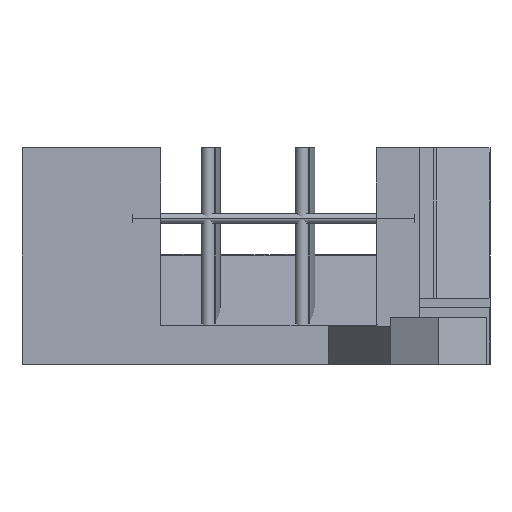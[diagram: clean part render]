
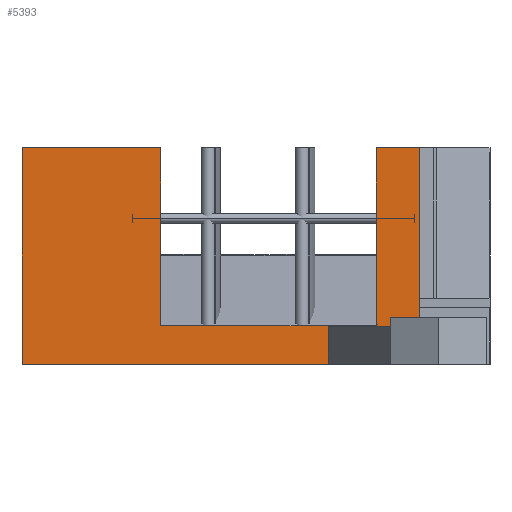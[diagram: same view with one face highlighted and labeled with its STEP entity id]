
A CAD part, left-side view. The second image highlights one B-rep face of the part: STEP entity #5393.
In plain terms, the highlighted planar face has unit normal (-1, 0, 0).
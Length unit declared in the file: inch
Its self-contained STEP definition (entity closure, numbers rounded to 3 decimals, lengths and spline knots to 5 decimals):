
#69 = VERTEX_POINT ( 'NONE', #2669 ) ;
#153 = VERTEX_POINT ( 'NONE', #4324 ) ;
#234 = DIRECTION ( 'NONE',  ( 0., -1., 0. ) ) ;
#256 = FACE_OUTER_BOUND ( 'NONE', #6543, .T. ) ;
#284 = EDGE_CURVE ( 'NONE', #6497, #5109, #8060, .T. ) ;
#370 = LINE ( 'NONE', #3146, #2049 ) ;
#483 = VERTEX_POINT ( 'NONE', #6766 ) ;
#503 = DIRECTION ( 'NONE',  ( 0., -1., 0. ) ) ;
#576 = EDGE_CURVE ( 'NONE', #5762, #7618, #370, .T. ) ;
#750 = EDGE_CURVE ( 'NONE', #69, #153, #4732, .T. ) ;
#766 = VERTEX_POINT ( 'NONE', #7346 ) ;
#1002 = EDGE_CURVE ( 'NONE', #483, #5733, #8047, .T. ) ;
#1032 = CARTESIAN_POINT ( 'NONE',  ( -0.66929, -1.05508, -1.5748 ) ) ;
#1156 = CARTESIAN_POINT ( 'NONE',  ( -0.66929, -1.43701, -1.5748 ) ) ;
#1321 = CARTESIAN_POINT ( 'NONE',  ( -0.66929, -1.43701, -1.5748 ) ) ;
#1380 = CARTESIAN_POINT ( 'NONE',  ( -0.66929, 0.22638, -1.5748 ) ) ;
#1699 = VECTOR ( 'NONE', #4212, 39.37008 ) ;
#1914 = EDGE_CURVE ( 'NONE', #3023, #5762, #4274, .T. ) ;
#2049 = VECTOR ( 'NONE', #2522, 39.37008 ) ;
#2072 = LINE ( 'NONE', #6625, #2866 ) ;
#2117 = ORIENTED_EDGE ( 'NONE', *, *, #7919, .F. ) ;
#2278 = VECTOR ( 'NONE', #5256, 39.37008 ) ;
#2522 = DIRECTION ( 'NONE',  ( 0., 0., 1. ) ) ;
#2574 = CARTESIAN_POINT ( 'NONE',  ( -0.66929, -1.43701, -0.66929 ) ) ;
#2669 = CARTESIAN_POINT ( 'NONE',  ( -0.66929, -1.05508, -1.41732 ) ) ;
#2679 = VECTOR ( 'NONE', #4335, 39.37008 ) ;
#2731 = DIRECTION ( 'NONE',  ( 0., 1., 0. ) ) ;
#2797 = ORIENTED_EDGE ( 'NONE', *, *, #7220, .F. ) ;
#2866 = VECTOR ( 'NONE', #3477, 39.37008 ) ;
#2924 = CARTESIAN_POINT ( 'NONE',  ( -0.66929, -1.43701, -0.66929 ) ) ;
#2935 = ORIENTED_EDGE ( 'NONE', *, *, #3903, .F. ) ;
#2992 = VECTOR ( 'NONE', #7321, 39.37008 ) ;
#3023 = VERTEX_POINT ( 'NONE', #1321 ) ;
#3102 = VERTEX_POINT ( 'NONE', #4525 ) ;
#3146 = CARTESIAN_POINT ( 'NONE',  ( -0.66929, -1.39026, -1.5748 ) ) ;
#3246 = ORIENTED_EDGE ( 'NONE', *, *, #284, .F. ) ;
#3407 = CARTESIAN_POINT ( 'NONE',  ( -0.66929, -1.25586, -1.5748 ) ) ;
#3477 = DIRECTION ( 'NONE',  ( 0., -1., 0. ) ) ;
#3590 = VECTOR ( 'NONE', #7787, 39.37008 ) ;
#3710 = DIRECTION ( 'NONE',  ( 1., 0., 0. ) ) ;
#3712 = DIRECTION ( 'NONE',  ( 0., 0., 1. ) ) ;
#3860 = CARTESIAN_POINT ( 'NONE',  ( -0.66929, -1.39026, -1.5748 ) ) ;
#3903 = EDGE_CURVE ( 'NONE', #5109, #483, #6993, .T. ) ;
#3939 = LINE ( 'NONE', #1156, #2278 ) ;
#3964 = EDGE_CURVE ( 'NONE', #7618, #69, #4925, .T. ) ;
#4029 = VECTOR ( 'NONE', #3712, 39.37008 ) ;
#4212 = DIRECTION ( 'NONE',  ( 0., 1., 0. ) ) ;
#4218 = LINE ( 'NONE', #2924, #6576 ) ;
#4274 = LINE ( 'NONE', #6087, #1699 ) ;
#4324 = CARTESIAN_POINT ( 'NONE',  ( -0.66929, -1.05508, -1.5748 ) ) ;
#4335 = DIRECTION ( 'NONE',  ( 0., -1., 0. ) ) ;
#4418 = ORIENTED_EDGE ( 'NONE', *, *, #1914, .F. ) ;
#4478 = ORIENTED_EDGE ( 'NONE', *, *, #5948, .T. ) ;
#4525 = CARTESIAN_POINT ( 'NONE',  ( -0.66929, -0.35433, -0.66929 ) ) ;
#4600 = CARTESIAN_POINT ( 'NONE',  ( -0.66929, -1.43701, -0.66929 ) ) ;
#4725 = VECTOR ( 'NONE', #5206, 39.37008 ) ;
#4732 = LINE ( 'NONE', #1032, #2992 ) ;
#4836 = CARTESIAN_POINT ( 'NONE',  ( -0.66929, -1.39026, -1.41732 ) ) ;
#4925 = LINE ( 'NONE', #6520, #7572 ) ;
#4942 = CARTESIAN_POINT ( 'NONE',  ( -0.66929, -1.43701, -1.5748 ) ) ;
#5109 = VERTEX_POINT ( 'NONE', #7659 ) ;
#5113 = VECTOR ( 'NONE', #234, 39.37008 ) ;
#5206 = DIRECTION ( 'NONE',  ( 0., 0., 1. ) ) ;
#5208 = ORIENTED_EDGE ( 'NONE', *, *, #3964, .F. ) ;
#5256 = DIRECTION ( 'NONE',  ( 0., 0., -1. ) ) ;
#5266 = ORIENTED_EDGE ( 'NONE', *, *, #750, .F. ) ;
#5393 = ADVANCED_FACE ( 'NONE', ( #256 ), #7408, .F. ) ;
#5733 = VERTEX_POINT ( 'NONE', #2574 ) ;
#5762 = VERTEX_POINT ( 'NONE', #3860 ) ;
#5825 = CARTESIAN_POINT ( 'NONE',  ( -0.66929, -0.35433, -1.5748 ) ) ;
#5840 = EDGE_CURVE ( 'NONE', #6334, #766, #6595, .T. ) ;
#5914 = CARTESIAN_POINT ( 'NONE',  ( -0.66929, -0.35433, -1.41398 ) ) ;
#5948 = EDGE_CURVE ( 'NONE', #6334, #153, #2072, .T. ) ;
#6087 = CARTESIAN_POINT ( 'NONE',  ( -0.66929, -1.43701, -1.5748 ) ) ;
#6130 = ORIENTED_EDGE ( 'NONE', *, *, #1002, .F. ) ;
#6334 = VERTEX_POINT ( 'NONE', #1380 ) ;
#6353 = LINE ( 'NONE', #5825, #3590 ) ;
#6497 = VERTEX_POINT ( 'NONE', #5914 ) ;
#6520 = CARTESIAN_POINT ( 'NONE',  ( -0.66929, -1.43701, -1.41732 ) ) ;
#6543 = EDGE_LOOP ( 'NONE', ( #3246, #2797, #2117, #7281, #4478, #5266, #5208, #7502, #4418, #6560, #6130, #2935 ) ) ;
#6560 = ORIENTED_EDGE ( 'NONE', *, *, #6749, .F. ) ;
#6576 = VECTOR ( 'NONE', #503, 39.37008 ) ;
#6595 = LINE ( 'NONE', #6802, #4029 ) ;
#6625 = CARTESIAN_POINT ( 'NONE',  ( -0.66929, -1.43701, -1.5748 ) ) ;
#6749 = EDGE_CURVE ( 'NONE', #5733, #3023, #3939, .T. ) ;
#6766 = CARTESIAN_POINT ( 'NONE',  ( -0.66929, -1.25586, -0.66929 ) ) ;
#6802 = CARTESIAN_POINT ( 'NONE',  ( -0.66929, 0.22638, -1.5748 ) ) ;
#6993 = LINE ( 'NONE', #3407, #4725 ) ;
#7081 = AXIS2_PLACEMENT_3D ( 'NONE', #4942, #3710, #8090 ) ;
#7220 = EDGE_CURVE ( 'NONE', #3102, #6497, #6353, .T. ) ;
#7281 = ORIENTED_EDGE ( 'NONE', *, *, #5840, .F. ) ;
#7321 = DIRECTION ( 'NONE',  ( 0., 0., -1. ) ) ;
#7346 = CARTESIAN_POINT ( 'NONE',  ( -0.66929, 0.22638, -0.66929 ) ) ;
#7391 = CARTESIAN_POINT ( 'NONE',  ( -0.66929, -1.43701, -1.41398 ) ) ;
#7408 = PLANE ( 'NONE',  #7081 ) ;
#7502 = ORIENTED_EDGE ( 'NONE', *, *, #576, .F. ) ;
#7572 = VECTOR ( 'NONE', #2731, 39.37008 ) ;
#7618 = VERTEX_POINT ( 'NONE', #4836 ) ;
#7659 = CARTESIAN_POINT ( 'NONE',  ( -0.66929, -1.25586, -1.41398 ) ) ;
#7787 = DIRECTION ( 'NONE',  ( 0., 0., -1. ) ) ;
#7919 = EDGE_CURVE ( 'NONE', #766, #3102, #4218, .T. ) ;
#8047 = LINE ( 'NONE', #4600, #5113 ) ;
#8060 = LINE ( 'NONE', #7391, #2679 ) ;
#8090 = DIRECTION ( 'NONE',  ( 0., 0., -1. ) ) ;
